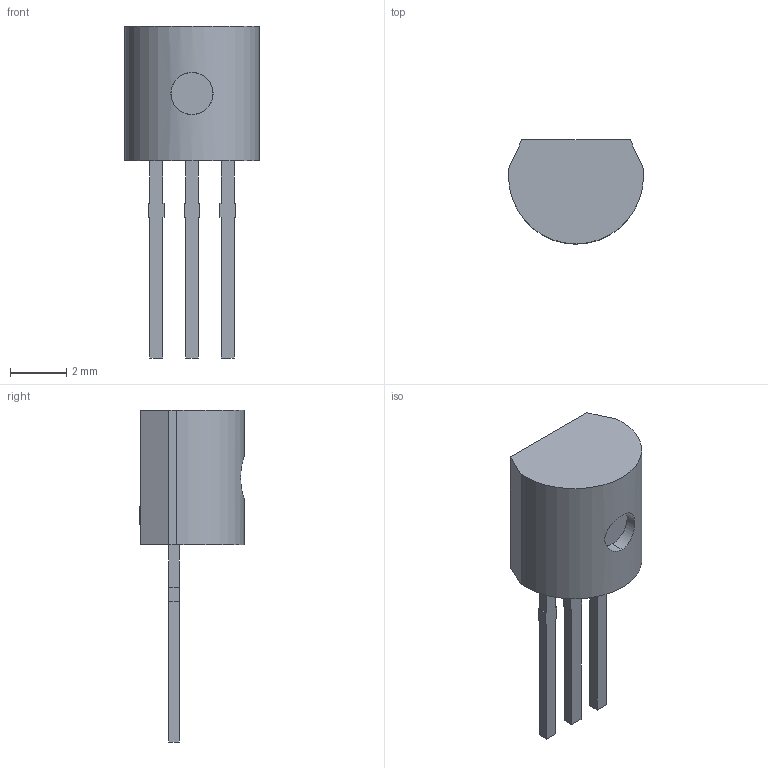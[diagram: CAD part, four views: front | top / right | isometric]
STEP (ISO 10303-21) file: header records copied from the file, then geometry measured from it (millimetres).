
FILE_DESCRIPTION (( 'STEP AP214' ), '1' );
FILE_NAME ('TO-92-3_L4.8-W3.7-P1.27-L-1.step', '2022-08-01T13:17:01', ( '' ), ( '' ), 'SwSTEP 2.0', 'SolidWorks 2020', '' );
FILE_SCHEMA (( 'AUTOMOTIVE_DESIGN' ));
Length unit declared in the file: millimetre
Products named in the file (1): TO-92-3_L4.8-W3.7-P1.27-L-1
Bounding box: 4.8 x 3.7 x 11.81 mm (x, y, z)
Volume: 74 mm3; surface area: 135.7 mm2
Topology: 1 solids, 1 shells, 274 faces, 747 edges, 498 vertices
Faces by surface type: plane 173, bspline 98, cylinder 3
Entity records: 12163 total; most frequent: CARTESIAN_POINT 2858, ORIENTED_EDGE 1494, DIRECTION 903, EDGE_CURVE 747, VECTOR 541, LINE 541, VERTEX_POINT 498, EDGE_LOOP 297
